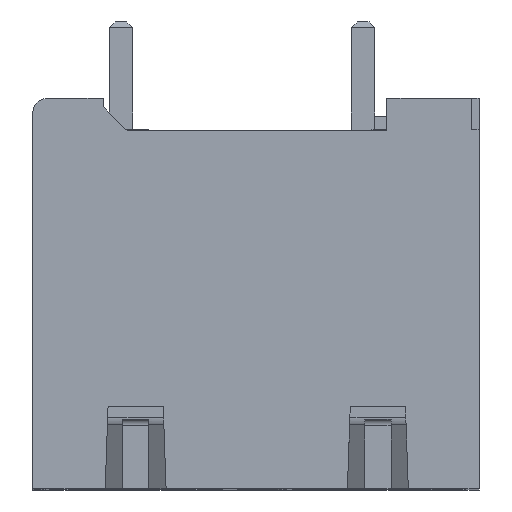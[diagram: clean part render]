
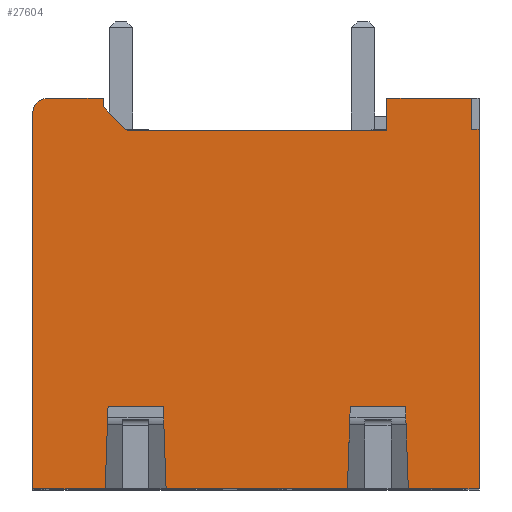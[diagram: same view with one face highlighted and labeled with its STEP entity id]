
A CAD part, top view. The second image highlights one B-rep face of the part: STEP entity #27604.
In plain terms, the highlighted planar face has unit normal (0, 0, 1).
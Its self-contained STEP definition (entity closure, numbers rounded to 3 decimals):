
#946=DIRECTION('',(1.,0.,0.));
#947=VECTOR('',#946,2.462);
#948=CARTESIAN_POINT('',(-3.,0.,2.2));
#949=LINE('',#948,#947);
#962=DIRECTION('',(1.,0.,0.));
#963=VECTOR('',#962,6.175);
#964=CARTESIAN_POINT('',(1.537,0.,2.2));
#965=LINE('',#964,#963);
#978=DIRECTION('',(1.,0.,0.));
#979=VECTOR('',#978,2.413);
#980=CARTESIAN_POINT('',(9.787,0.,2.2));
#981=LINE('',#980,#979);
#6220=DIRECTION('',(-1.,0.,0.));
#6221=VECTOR('',#6220,2.878);
#6222=CARTESIAN_POINT('',(11.938,13.3,2.2));
#6223=LINE('',#6222,#6221);
#6244=DIRECTION('',(0.,-1.,0.));
#6245=VECTOR('',#6244,1.107);
#6246=CARTESIAN_POINT('',(9.059,13.3,2.2));
#6247=LINE('',#6246,#6245);
#6468=DIRECTION('',(-1.,0.,0.));
#6469=VECTOR('',#6468,8.853);
#6470=CARTESIAN_POINT('',(9.059,12.193,2.2));
#6471=LINE('',#6470,#6469);
#6806=DIRECTION('',(0.,1.,0.));
#6807=VECTOR('',#6806,0.295);
#6808=CARTESIAN_POINT('',(-0.605,13.005,2.2));
#6809=LINE('',#6808,#6807);
#6818=DIRECTION('',(-1.,0.,0.));
#6819=VECTOR('',#6818,1.895);
#6820=CARTESIAN_POINT('',(-0.605,13.3,2.2));
#6821=LINE('',#6820,#6819);
#7686=DIRECTION('',(0.,-1.,0.));
#7687=VECTOR('',#7686,12.25);
#7688=CARTESIAN_POINT('',(12.2,12.25,2.2));
#7689=LINE('',#7688,#7687);
#7690=DIRECTION('',(-0.035,0.999,0.));
#7691=VECTOR('',#7690,2.802);
#7692=CARTESIAN_POINT('',(9.787,0.,2.2));
#7693=LINE('',#7692,#7691);
#7694=DIRECTION('',(-1.,0.,0.));
#7695=VECTOR('',#7694,1.879);
#7696=CARTESIAN_POINT('',(9.69,2.8,2.2));
#7697=LINE('',#7696,#7695);
#7698=DIRECTION('',(-0.035,-0.999,0.));
#7699=VECTOR('',#7698,2.802);
#7700=CARTESIAN_POINT('',(7.811,2.8,2.2));
#7701=LINE('',#7700,#7699);
#7702=DIRECTION('',(-0.035,0.999,0.));
#7703=VECTOR('',#7702,2.802);
#7704=CARTESIAN_POINT('',(1.537,0.,2.2));
#7705=LINE('',#7704,#7703);
#7706=DIRECTION('',(-1.,0.,0.));
#7707=VECTOR('',#7706,1.879);
#7708=CARTESIAN_POINT('',(1.44,2.8,2.2));
#7709=LINE('',#7708,#7707);
#7710=DIRECTION('',(-0.035,-0.999,0.));
#7711=VECTOR('',#7710,2.802);
#7712=CARTESIAN_POINT('',(-0.439,2.8,
2.2));
#7713=LINE('',#7712,#7711);
#7714=DIRECTION('',(0.,1.,0.));
#7715=VECTOR('',#7714,12.8);
#7716=CARTESIAN_POINT('',(-3.,0.,2.2));
#7717=LINE('',#7716,#7715);
#7718=CARTESIAN_POINT('',(-2.5,12.8,2.2));
#7719=DIRECTION('',(0.,0.,-1.));
#7720=DIRECTION('',(-1.,0.,0.));
#7721=AXIS2_PLACEMENT_3D('',#7718,#7719,#7720);
#7723=DIRECTION('',(0.707,-0.707,0.));
#7724=VECTOR('',#7723,1.149);
#7725=CARTESIAN_POINT('',(-0.605,13.005,2.2));
#7726=LINE('',#7725,#7724);
#7727=DIRECTION('',(1.,0.,0.));
#7728=VECTOR('',#7727,0.262);
#7729=CARTESIAN_POINT('',(11.938,12.25,2.2));
#7730=LINE('',#7729,#7728);
#8043=DIRECTION('',(0.,1.,0.));
#8044=VECTOR('',#8043,1.05);
#8045=CARTESIAN_POINT('',(11.938,12.25,2.2));
#8046=LINE('',#8045,#8044);
#12729=CARTESIAN_POINT('',(12.2,12.25,2.2));
#12731=VERTEX_POINT('',#12729);
#12736=CARTESIAN_POINT('',(11.938,13.3,2.2));
#12737=VERTEX_POINT('',#12736);
#12738=CARTESIAN_POINT('',(9.059,13.3,2.2));
#12739=VERTEX_POINT('',#12738);
#12740=CARTESIAN_POINT('',(9.059,12.193,2.2));
#12741=VERTEX_POINT('',#12740);
#12790=CARTESIAN_POINT('',(0.207,12.193,2.2));
#12791=VERTEX_POINT('',#12790);
#12836=CARTESIAN_POINT('',(-0.605,13.005,2.2));
#12837=VERTEX_POINT('',#12836);
#12838=CARTESIAN_POINT('',(-0.605,13.3,2.2));
#12839=VERTEX_POINT('',#12838);
#12840=CARTESIAN_POINT('',(-2.5,13.3,2.2));
#12841=VERTEX_POINT('',#12840);
#12863=CARTESIAN_POINT('',(-3.,12.8,2.2));
#12864=VERTEX_POINT('',#12863);
#12865=CARTESIAN_POINT('',(11.938,12.25,2.2));
#12866=VERTEX_POINT('',#12865);
#12985=CARTESIAN_POINT('',(-0.439,2.8,
2.2));
#12986=CARTESIAN_POINT('',(-0.538,0.,2.2));
#12987=VERTEX_POINT('',#12985);
#12988=VERTEX_POINT('',#12986);
#12989=CARTESIAN_POINT('',(1.537,0.,2.2));
#12990=CARTESIAN_POINT('',(1.44,2.8,2.2));
#12991=VERTEX_POINT('',#12989);
#12992=VERTEX_POINT('',#12990);
#12993=CARTESIAN_POINT('',(7.811,2.8,2.2));
#12994=CARTESIAN_POINT('',(7.712,0.,2.2));
#12995=VERTEX_POINT('',#12993);
#12996=VERTEX_POINT('',#12994);
#12997=CARTESIAN_POINT('',(9.787,0.,2.2));
#12998=CARTESIAN_POINT('',(9.69,2.8,2.2));
#12999=VERTEX_POINT('',#12997);
#13000=VERTEX_POINT('',#12998);
#13001=CARTESIAN_POINT('',(-3.,0.,2.2));
#13002=VERTEX_POINT('',#13001);
#13003=CARTESIAN_POINT('',(12.2,0.,2.2));
#13004=VERTEX_POINT('',#13003);
#27567=CARTESIAN_POINT('',(0.,0.,2.2));
#27568=DIRECTION('',(0.,0.,1.));
#27569=DIRECTION('',(1.,0.,0.));
#27570=AXIS2_PLACEMENT_3D('',#27567,#27568,#27569);
#27571=PLANE('',#27570);
#27572=ORIENTED_EDGE('',*,*,#25429,.T.);
#27573=ORIENTED_EDGE('',*,*,#16816,.F.);
#27575=ORIENTED_EDGE('',*,*,#27574,.T.);
#27577=ORIENTED_EDGE('',*,*,#27576,.T.);
#27579=ORIENTED_EDGE('',*,*,#27578,.T.);
#27580=ORIENTED_EDGE('',*,*,#16808,.F.);
#27582=ORIENTED_EDGE('',*,*,#27581,.T.);
#27584=ORIENTED_EDGE('',*,*,#27583,.T.);
#27586=ORIENTED_EDGE('',*,*,#27585,.T.);
#27587=ORIENTED_EDGE('',*,*,#16800,.F.);
#27589=ORIENTED_EDGE('',*,*,#27588,.T.);
#27590=ORIENTED_EDGE('',*,*,#27560,.T.);
#27591=ORIENTED_EDGE('',*,*,#26344,.F.);
#27592=ORIENTED_EDGE('',*,*,#26325,.F.);
#27594=ORIENTED_EDGE('',*,*,#27593,.T.);
#27595=ORIENTED_EDGE('',*,*,#25952,.F.);
#27596=ORIENTED_EDGE('',*,*,#25554,.F.);
#27597=ORIENTED_EDGE('',*,*,#25531,.F.);
#27599=ORIENTED_EDGE('',*,*,#27598,.F.);
#27601=ORIENTED_EDGE('',*,*,#27600,.T.);
#27602=EDGE_LOOP('',(#27572,#27573,#27575,#27577,#27579,#27580,#27582,#27584,
#27586,#27587,#27589,#27590,#27591,#27592,#27594,#27595,#27596,#27597,#27599,
#27601));
#27603=FACE_OUTER_BOUND('',#27602,.F.);
#7722=CIRCLE('',#7721,0.5);
#16800=EDGE_CURVE('',#13002,#12988,#949,.T.);
#16808=EDGE_CURVE('',#12991,#12996,#965,.T.);
#16816=EDGE_CURVE('',#12999,#13004,#981,.T.);
#25429=EDGE_CURVE('',#12731,#13004,#7689,.T.);
#25531=EDGE_CURVE('',#12737,#12739,#6223,.T.);
#25554=EDGE_CURVE('',#12739,#12741,#6247,.T.);
#25952=EDGE_CURVE('',#12741,#12791,#6471,.T.);
#26325=EDGE_CURVE('',#12837,#12839,#6809,.T.);
#26344=EDGE_CURVE('',#12839,#12841,#6821,.T.);
#27560=EDGE_CURVE('',#12864,#12841,#7722,.T.);
#27574=EDGE_CURVE('',#12999,#13000,#7693,.T.);
#27576=EDGE_CURVE('',#13000,#12995,#7697,.T.);
#27578=EDGE_CURVE('',#12995,#12996,#7701,.T.);
#27581=EDGE_CURVE('',#12991,#12992,#7705,.T.);
#27583=EDGE_CURVE('',#12992,#12987,#7709,.T.);
#27585=EDGE_CURVE('',#12987,#12988,#7713,.T.);
#27588=EDGE_CURVE('',#13002,#12864,#7717,.T.);
#27593=EDGE_CURVE('',#12837,#12791,#7726,.T.);
#27598=EDGE_CURVE('',#12866,#12737,#8046,.T.);
#27600=EDGE_CURVE('',#12866,#12731,#7730,.T.);
#27604=ADVANCED_FACE('',(#27603),#27571,.T.);
